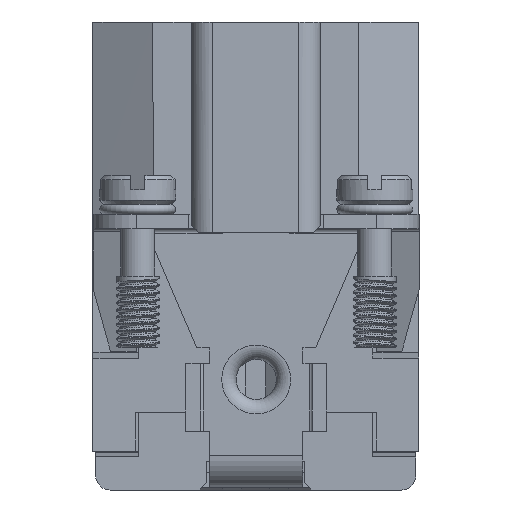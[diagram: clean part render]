
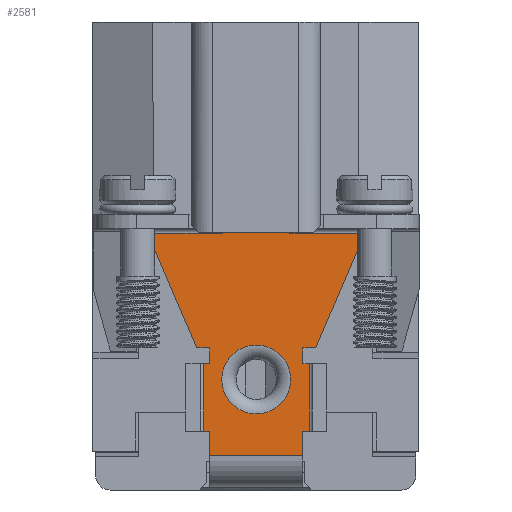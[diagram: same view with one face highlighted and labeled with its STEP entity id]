
A CAD part, left-side view. The second image highlights one B-rep face of the part: STEP entity #2581.
In plain terms, the highlighted planar face has unit normal (-1, 0, 0).
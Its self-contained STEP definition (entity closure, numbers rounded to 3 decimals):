
#1218=CIRCLE('',#23309,2.4);
#1697=FACE_BOUND('',#5656,.T.);
#1698=FACE_BOUND('',#5657,.T.);
#2581=ADVANCED_FACE('',(#1697,#1698),#3466,.T.);
#3466=PLANE('',#23310);
#5656=EDGE_LOOP('',(#10560));
#5657=EDGE_LOOP('',(#10561,#10562,#10563,#10564,#10565,#10566,#10567,#10568,
#10569,#10570,#10571,#10572,#10573,#10574,#10575,#10576,#10577,#10578,#10579,
#10580,#10581,#10582,#10583,#10584,#10585,#10586));
#10560=ORIENTED_EDGE('',*,*,#16930,.F.);
#10561=ORIENTED_EDGE('',*,*,#16931,.T.);
#10562=ORIENTED_EDGE('',*,*,#16932,.T.);
#10563=ORIENTED_EDGE('',*,*,#16933,.T.);
#10564=ORIENTED_EDGE('',*,*,#16934,.F.);
#10565=ORIENTED_EDGE('',*,*,#16935,.T.);
#10566=ORIENTED_EDGE('',*,*,#16936,.F.);
#10567=ORIENTED_EDGE('',*,*,#16860,.F.);
#10568=ORIENTED_EDGE('',*,*,#16869,.T.);
#10569=ORIENTED_EDGE('',*,*,#16883,.F.);
#10570=ORIENTED_EDGE('',*,*,#16937,.F.);
#10571=ORIENTED_EDGE('',*,*,#16919,.F.);
#10572=ORIENTED_EDGE('',*,*,#16938,.F.);
#10573=ORIENTED_EDGE('',*,*,#16917,.F.);
#10574=ORIENTED_EDGE('',*,*,#16915,.F.);
#10575=ORIENTED_EDGE('',*,*,#16909,.F.);
#10576=ORIENTED_EDGE('',*,*,#16939,.F.);
#10577=ORIENTED_EDGE('',*,*,#16900,.T.);
#10578=ORIENTED_EDGE('',*,*,#16898,.F.);
#10579=ORIENTED_EDGE('',*,*,#16940,.F.);
#10580=ORIENTED_EDGE('',*,*,#16941,.T.);
#10581=ORIENTED_EDGE('',*,*,#16942,.F.);
#10582=ORIENTED_EDGE('',*,*,#16943,.T.);
#10583=ORIENTED_EDGE('',*,*,#16944,.T.);
#10584=ORIENTED_EDGE('',*,*,#16945,.T.);
#10585=ORIENTED_EDGE('',*,*,#16946,.T.);
#10586=ORIENTED_EDGE('',*,*,#16947,.F.);
#14012=VERTEX_POINT('',#49145);
#14013=VERTEX_POINT('',#49147);
#14021=VERTEX_POINT('',#49164);
#14032=VERTEX_POINT('',#49191);
#14039=VERTEX_POINT('',#49217);
#14040=VERTEX_POINT('',#49219);
#14041=VERTEX_POINT('',#49223);
#14048=VERTEX_POINT('',#49241);
#14049=VERTEX_POINT('',#49242);
#14052=VERTEX_POINT('',#49252);
#14053=VERTEX_POINT('',#49256);
#14054=VERTEX_POINT('',#49260);
#14055=VERTEX_POINT('',#49261);
#14059=VERTEX_POINT('',#49282);
#14060=VERTEX_POINT('',#49284);
#14061=VERTEX_POINT('',#49285);
#14062=VERTEX_POINT('',#49287);
#14063=VERTEX_POINT('',#49289);
#14064=VERTEX_POINT('',#49291);
#14065=VERTEX_POINT('',#49293);
#14066=VERTEX_POINT('',#49299);
#14067=VERTEX_POINT('',#49301);
#14068=VERTEX_POINT('',#49303);
#14069=VERTEX_POINT('',#49305);
#14070=VERTEX_POINT('',#49307);
#14071=VERTEX_POINT('',#49309);
#14072=VERTEX_POINT('',#49311);
#16860=EDGE_CURVE('',#14012,#14013,#19376,.T.);
#16869=EDGE_CURVE('',#14012,#14021,#19382,.T.);
#16883=EDGE_CURVE('',#14032,#14021,#19393,.T.);
#16898=EDGE_CURVE('',#14039,#14040,#19403,.T.);
#16900=EDGE_CURVE('',#14041,#14040,#19405,.T.);
#16909=EDGE_CURVE('',#14048,#14049,#19412,.T.);
#16915=EDGE_CURVE('',#14049,#14052,#19416,.T.);
#16917=EDGE_CURVE('',#14052,#14053,#19418,.T.);
#16919=EDGE_CURVE('',#14054,#14055,#19420,.T.);
#16930=EDGE_CURVE('',#14059,#14059,#1218,.T.);
#16931=EDGE_CURVE('',#14060,#14061,#19428,.T.);
#16932=EDGE_CURVE('',#14061,#14062,#19429,.T.);
#16933=EDGE_CURVE('',#14062,#14063,#19430,.T.);
#16934=EDGE_CURVE('',#14064,#14063,#19431,.T.);
#16935=EDGE_CURVE('',#14064,#14065,#19432,.T.);
#16936=EDGE_CURVE('',#14013,#14065,#19433,.T.);
#16937=EDGE_CURVE('',#14055,#14032,#19434,.T.);
#16938=EDGE_CURVE('',#14053,#14054,#19435,.T.);
#16939=EDGE_CURVE('',#14041,#14048,#19436,.T.);
#16940=EDGE_CURVE('',#14066,#14039,#19437,.T.);
#16941=EDGE_CURVE('',#14066,#14067,#19438,.T.);
#16942=EDGE_CURVE('',#14068,#14067,#19439,.T.);
#16943=EDGE_CURVE('',#14068,#14069,#19440,.T.);
#16944=EDGE_CURVE('',#14069,#14070,#19441,.T.);
#16945=EDGE_CURVE('',#14070,#14071,#19442,.T.);
#16946=EDGE_CURVE('',#14071,#14072,#19443,.T.);
#16947=EDGE_CURVE('',#14060,#14072,#19444,.T.);
#19376=LINE('',#49146,#21562);
#19382=LINE('',#49165,#21568);
#19393=LINE('',#49192,#21579);
#19403=LINE('',#49218,#21589);
#19405=LINE('',#49222,#21591);
#19412=LINE('',#49240,#21598);
#19416=LINE('',#49251,#21602);
#19418=LINE('',#49255,#21604);
#19420=LINE('',#49259,#21606);
#19428=LINE('',#49283,#21614);
#19429=LINE('',#49286,#21615);
#19430=LINE('',#49288,#21616);
#19431=LINE('',#49290,#21617);
#19432=LINE('',#49292,#21618);
#19433=LINE('',#49294,#21619);
#19434=LINE('',#49295,#21620);
#19435=LINE('',#49296,#21621);
#19436=LINE('',#49297,#21622);
#19437=LINE('',#49298,#21623);
#19438=LINE('',#49300,#21624);
#19439=LINE('',#49302,#21625);
#19440=LINE('',#49304,#21626);
#19441=LINE('',#49306,#21627);
#19442=LINE('',#49308,#21628);
#19443=LINE('',#49310,#21629);
#19444=LINE('',#49312,#21630);
#21562=VECTOR('',#27642,1.);
#21568=VECTOR('',#27656,1.);
#21579=VECTOR('',#27677,1.);
#21589=VECTOR('',#27705,1.);
#21591=VECTOR('',#27709,1.);
#21598=VECTOR('',#27724,1.);
#21602=VECTOR('',#27734,1.);
#21604=VECTOR('',#27738,1.);
#21606=VECTOR('',#27742,1.);
#21614=VECTOR('',#27770,1.);
#21615=VECTOR('',#27771,1.);
#21616=VECTOR('',#27772,1.);
#21617=VECTOR('',#27773,1.);
#21618=VECTOR('',#27774,1.);
#21619=VECTOR('',#27775,1.);
#21620=VECTOR('',#27776,1.);
#21621=VECTOR('',#27777,1.);
#21622=VECTOR('',#27778,1.);
#21623=VECTOR('',#27779,1.);
#21624=VECTOR('',#27780,1.);
#21625=VECTOR('',#27781,1.);
#21626=VECTOR('',#27782,1.);
#21627=VECTOR('',#27783,1.);
#21628=VECTOR('',#27784,1.);
#21629=VECTOR('',#27785,1.);
#21630=VECTOR('',#27786,1.);
#23309=AXIS2_PLACEMENT_3D('',#49281,#27768,#27769);
#23310=AXIS2_PLACEMENT_3D('',#49313,#27787,#27788);
#27642=DIRECTION('',(0.,0.,-1.));
#27656=DIRECTION('',(0.,1.,0.));
#27677=DIRECTION('',(0.,0.,1.));
#27705=DIRECTION('',(0.,0.,1.));
#27709=DIRECTION('',(0.,-1.,0.));
#27724=DIRECTION('',(0.,-1.,0.));
#27734=DIRECTION('',(0.,0.,1.));
#27738=DIRECTION('',(0.,1.,0.));
#27742=DIRECTION('',(0.,0.,1.));
#27768=DIRECTION('',(-1.,0.,0.));
#27769=DIRECTION('',(0.,0.,-1.));
#27770=DIRECTION('',(0.,0.,1.));
#27771=DIRECTION('',(0.,1.,0.));
#27772=DIRECTION('',(0.,0.,1.));
#27773=DIRECTION('',(0.,-1.,0.));
#27774=DIRECTION('',(0.,0.,-1.));
#27775=DIRECTION('',(0.,-1.,0.));
#27776=DIRECTION('',(0.,-1.,0.));
#27777=DIRECTION('',(0.,0.394,0.919));
#27778=DIRECTION('',(0.,0.,1.));
#27779=DIRECTION('',(0.,1.,0.));
#27780=DIRECTION('',(0.,0.,1.));
#27781=DIRECTION('',(0.,1.,0.));
#27782=DIRECTION('',(0.,0.,1.));
#27783=DIRECTION('',(0.,1.,0.));
#27784=DIRECTION('',(0.,0.,1.));
#27785=DIRECTION('',(0.,-1.,0.));
#27786=DIRECTION('',(0.,0.394,-0.919));
#27787=DIRECTION('',(-1.,0.,0.));
#27788=DIRECTION('',(0.,0.,-1.));
#49145=CARTESIAN_POINT('',(7.185,1.35,-14.4));
#49146=CARTESIAN_POINT('',(7.185,1.35,-13.2));
#49147=CARTESIAN_POINT('',(7.185,1.35,-14.595));
#49164=CARTESIAN_POINT('',(7.185,2.35,-14.4));
#49165=CARTESIAN_POINT('',(7.185,9.646,-14.4));
#49191=CARTESIAN_POINT('',(7.185,2.35,-14.7));
#49192=CARTESIAN_POINT('',(7.185,2.35,-14.7));
#49217=CARTESIAN_POINT('',(7.185,3.25,-30.2));
#49218=CARTESIAN_POINT('',(7.185,3.25,-13.2));
#49219=CARTESIAN_POINT('',(7.185,3.25,-28.5));
#49222=CARTESIAN_POINT('',(7.185,4.6,-28.5));
#49223=CARTESIAN_POINT('',(7.185,3.7,-28.5));
#49240=CARTESIAN_POINT('',(7.185,4.65,-23.8));
#49241=CARTESIAN_POINT('',(7.185,3.7,-23.8));
#49242=CARTESIAN_POINT('',(7.185,3.25,-23.8));
#49251=CARTESIAN_POINT('',(7.185,3.25,-13.2));
#49252=CARTESIAN_POINT('',(7.185,3.25,-22.7));
#49255=CARTESIAN_POINT('',(7.185,4.5,-22.7));
#49256=CARTESIAN_POINT('',(7.185,4.15,-22.7));
#49259=CARTESIAN_POINT('',(7.185,7.15,-17.7));
#49260=CARTESIAN_POINT('',(7.185,7.15,-15.7));
#49261=CARTESIAN_POINT('',(7.185,7.15,-14.7));
#49281=CARTESIAN_POINT('',(7.185,0.,-24.9));
#49282=CARTESIAN_POINT('',(7.185,0.,-27.3));
#49283=CARTESIAN_POINT('',(7.185,-7.15,-17.7));
#49284=CARTESIAN_POINT('',(7.185,-7.15,-15.7));
#49285=CARTESIAN_POINT('',(7.185,-7.15,-14.7));
#49286=CARTESIAN_POINT('',(7.185,-11.25,-14.7));
#49287=CARTESIAN_POINT('',(7.185,-2.35,-14.7));
#49288=CARTESIAN_POINT('',(7.185,-2.35,-14.7));
#49289=CARTESIAN_POINT('',(7.185,-2.35,-14.4));
#49290=CARTESIAN_POINT('',(7.185,-9.646,-14.4));
#49291=CARTESIAN_POINT('',(7.185,-1.35,-14.4));
#49292=CARTESIAN_POINT('',(7.185,-1.35,-13.2));
#49293=CARTESIAN_POINT('',(7.185,-1.35,-14.595));
#49294=CARTESIAN_POINT('',(7.185,0.,-14.595));
#49295=CARTESIAN_POINT('',(7.185,11.25,-14.7));
#49296=CARTESIAN_POINT('',(7.185,6.946,-16.177));
#49297=CARTESIAN_POINT('',(7.185,3.7,-21.2));
#49298=CARTESIAN_POINT('',(7.185,-4.5,-30.2));
#49299=CARTESIAN_POINT('',(7.185,-3.25,-30.2));
#49300=CARTESIAN_POINT('',(7.185,-3.25,-13.2));
#49301=CARTESIAN_POINT('',(7.185,-3.25,-28.5));
#49302=CARTESIAN_POINT('',(7.185,-4.6,-28.5));
#49303=CARTESIAN_POINT('',(7.185,-3.7,-28.5));
#49304=CARTESIAN_POINT('',(7.185,-3.7,-21.2));
#49305=CARTESIAN_POINT('',(7.185,-3.7,-23.8));
#49306=CARTESIAN_POINT('',(7.185,-4.65,-23.8));
#49307=CARTESIAN_POINT('',(7.185,-3.25,-23.8));
#49308=CARTESIAN_POINT('',(7.185,-3.25,-13.2));
#49309=CARTESIAN_POINT('',(7.185,-3.25,-22.7));
#49310=CARTESIAN_POINT('',(7.185,-4.5,-22.7));
#49311=CARTESIAN_POINT('',(7.185,-4.15,-22.7));
#49312=CARTESIAN_POINT('',(7.185,-6.946,-16.177));
#49313=CARTESIAN_POINT('',(7.185,0.,-13.2));
